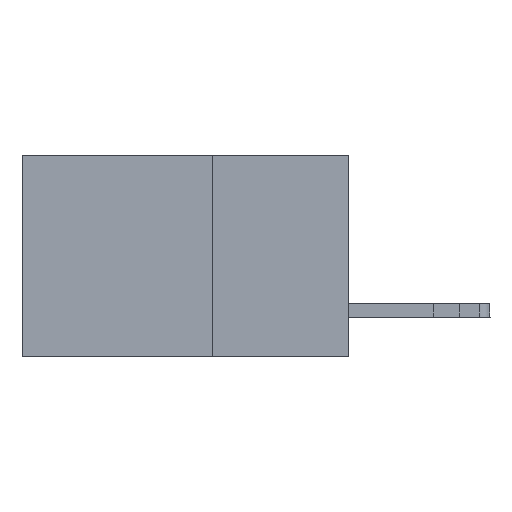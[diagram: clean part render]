
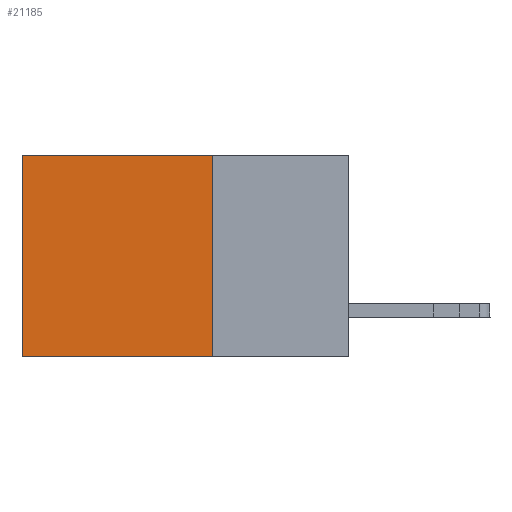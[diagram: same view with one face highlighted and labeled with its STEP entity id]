
A CAD part, left-side view. The second image highlights one B-rep face of the part: STEP entity #21185.
In plain terms, the highlighted planar face has unit normal (-1, 0, 0).
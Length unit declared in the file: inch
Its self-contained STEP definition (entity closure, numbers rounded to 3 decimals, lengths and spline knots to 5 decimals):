
#78 = VERTEX_POINT ( 'NONE', #626 ) ;
#626 = CARTESIAN_POINT ( 'NONE',  ( 0.298, 0.6, -0.37 ) ) ;
#738 = DIRECTION ( 'NONE',  ( 0., 1., 0. ) ) ;
#774 = DIRECTION ( 'NONE',  ( 0., 1., 0. ) ) ;
#2035 = EDGE_CURVE ( 'NONE', #6912, #20969, #10421, .T. ) ;
#3795 = VECTOR ( 'NONE', #19880, 39.37008 ) ;
#4372 = EDGE_CURVE ( 'NONE', #11422, #78, #17910, .T. ) ;
#4781 = AXIS2_PLACEMENT_3D ( 'NONE', #5662, #12823, #21979 ) ;
#5662 = CARTESIAN_POINT ( 'NONE',  ( 0.298, 0.25, 0. ) ) ;
#6912 = VERTEX_POINT ( 'NONE', #8760 ) ;
#7392 = VECTOR ( 'NONE', #10302, 39.37008 ) ;
#8760 = CARTESIAN_POINT ( 'NONE',  ( 0.298, 0.25, 0. ) ) ;
#9528 = LINE ( 'NONE', #21997, #13526 ) ;
#10302 = DIRECTION ( 'NONE',  ( 0., 0., -1. ) ) ;
#10421 = LINE ( 'NONE', #12530, #7392 ) ;
#11422 = VERTEX_POINT ( 'NONE', #21535 ) ;
#11719 = ORIENTED_EDGE ( 'NONE', *, *, #16902, .F. ) ;
#11770 = CARTESIAN_POINT ( 'NONE',  ( 0.298, 0.25, -0.37 ) ) ;
#12530 = CARTESIAN_POINT ( 'NONE',  ( 0.298, 0.25, 0. ) ) ;
#12725 = CARTESIAN_POINT ( 'NONE',  ( 0.298, 0.6, 0. ) ) ;
#12823 = DIRECTION ( 'NONE',  ( 1., 0., 0. ) ) ;
#13526 = VECTOR ( 'NONE', #774, 39.37008 ) ;
#13768 = VECTOR ( 'NONE', #738, 39.37008 ) ;
#14774 = EDGE_LOOP ( 'NONE', ( #17551, #11719, #15868, #22337 ) ) ;
#15868 = ORIENTED_EDGE ( 'NONE', *, *, #2035, .F. ) ;
#16682 = CARTESIAN_POINT ( 'NONE',  ( 0.298, 0.25, 0. ) ) ;
#16902 = EDGE_CURVE ( 'NONE', #20969, #78, #9528, .T. ) ;
#17551 = ORIENTED_EDGE ( 'NONE', *, *, #4372, .T. ) ;
#17910 = LINE ( 'NONE', #12725, #3795 ) ;
#18334 = PLANE ( 'NONE',  #4781 ) ;
#18788 = LINE ( 'NONE', #16682, #13768 ) ;
#19880 = DIRECTION ( 'NONE',  ( 0., 0., -1. ) ) ;
#20969 = VERTEX_POINT ( 'NONE', #11770 ) ;
#21185 = ADVANCED_FACE ( 'NONE', ( #21737 ), #18334, .F. ) ;
#21535 = CARTESIAN_POINT ( 'NONE',  ( 0.298, 0.6, 0. ) ) ;
#21737 = FACE_OUTER_BOUND ( 'NONE', #14774, .T. ) ;
#21979 = DIRECTION ( 'NONE',  ( 0., 0., -1. ) ) ;
#21997 = CARTESIAN_POINT ( 'NONE',  ( 0.298, 0.25, -0.37 ) ) ;
#22337 = ORIENTED_EDGE ( 'NONE', *, *, #22931, .T. ) ;
#22931 = EDGE_CURVE ( 'NONE', #6912, #11422, #18788, .T. ) ;
